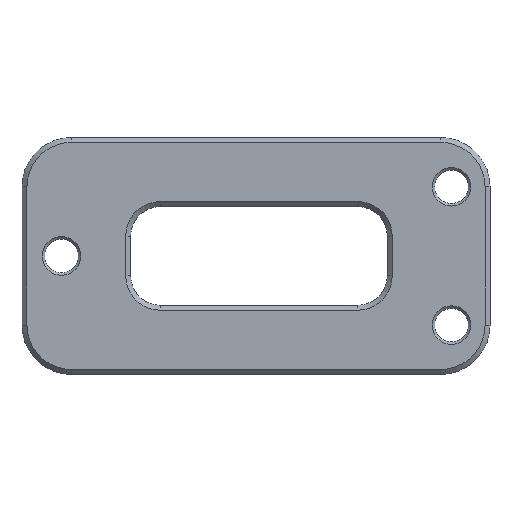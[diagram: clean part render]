
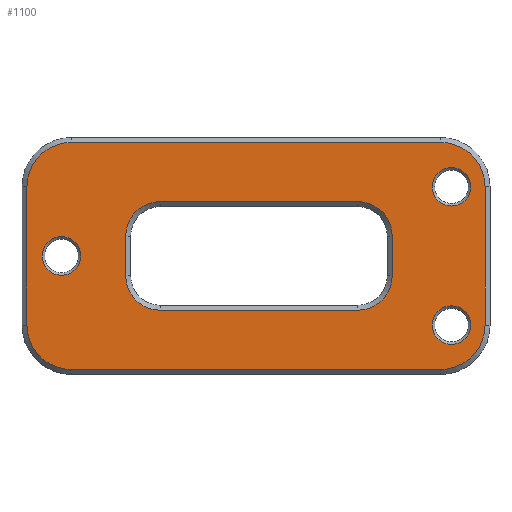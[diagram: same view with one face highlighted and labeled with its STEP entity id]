
A CAD part, top view. The second image highlights one B-rep face of the part: STEP entity #1100.
In plain terms, the highlighted planar face has unit normal (0, 0, 1).
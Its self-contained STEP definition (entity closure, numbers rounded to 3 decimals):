
#34=FACE_BOUND('',#151,.T.);
#35=FACE_BOUND('',#152,.T.);
#36=FACE_BOUND('',#153,.T.);
#37=FACE_BOUND('',#154,.T.);
#40=PLANE('',#1206);
#78=FACE_OUTER_BOUND('',#150,.T.);
#150=EDGE_LOOP('',(#801,#802,#803,#804,#805,#806,#807,#808));
#151=EDGE_LOOP('',(#809));
#152=EDGE_LOOP('',(#810,#811,#812,#813,#814,#815,#816,#817));
#153=EDGE_LOOP('',(#818));
#154=EDGE_LOOP('',(#819));
#230=LINE('',#1742,#335);
#231=LINE('',#1746,#336);
#232=LINE('',#1750,#337);
#233=LINE('',#1754,#338);
#234=LINE('',#1760,#339);
#235=LINE('',#1764,#340);
#236=LINE('',#1768,#341);
#237=LINE('',#1772,#342);
#335=VECTOR('',#1383,10.);
#336=VECTOR('',#1386,10.);
#337=VECTOR('',#1389,10.);
#338=VECTOR('',#1392,10.);
#339=VECTOR('',#1397,10.);
#340=VECTOR('',#1400,10.);
#341=VECTOR('',#1403,10.);
#342=VECTOR('',#1406,10.);
#448=CIRCLE('',#1205,1.95);
#449=CIRCLE('',#1207,4.5);
#450=CIRCLE('',#1208,4.5);
#451=CIRCLE('',#1209,4.5);
#452=CIRCLE('',#1210,4.5);
#453=CIRCLE('',#1211,1.95);
#454=CIRCLE('',#1212,3.5);
#455=CIRCLE('',#1213,3.5);
#456=CIRCLE('',#1214,3.5);
#457=CIRCLE('',#1215,3.5);
#458=CIRCLE('',#1216,1.95);
#514=VERTEX_POINT('',#1736);
#515=VERTEX_POINT('',#1740);
#516=VERTEX_POINT('',#1741);
#517=VERTEX_POINT('',#1743);
#518=VERTEX_POINT('',#1745);
#519=VERTEX_POINT('',#1747);
#520=VERTEX_POINT('',#1749);
#521=VERTEX_POINT('',#1751);
#522=VERTEX_POINT('',#1753);
#523=VERTEX_POINT('',#1756);
#524=VERTEX_POINT('',#1758);
#525=VERTEX_POINT('',#1759);
#526=VERTEX_POINT('',#1761);
#527=VERTEX_POINT('',#1763);
#528=VERTEX_POINT('',#1765);
#529=VERTEX_POINT('',#1767);
#530=VERTEX_POINT('',#1769);
#531=VERTEX_POINT('',#1771);
#532=VERTEX_POINT('',#1774);
#618=EDGE_CURVE('',#514,#514,#448,.T.);
#620=EDGE_CURVE('',#515,#516,#230,.T.);
#621=EDGE_CURVE('',#517,#515,#449,.T.);
#622=EDGE_CURVE('',#518,#517,#231,.T.);
#623=EDGE_CURVE('',#519,#518,#450,.T.);
#624=EDGE_CURVE('',#520,#519,#232,.T.);
#625=EDGE_CURVE('',#521,#520,#451,.T.);
#626=EDGE_CURVE('',#522,#521,#233,.T.);
#627=EDGE_CURVE('',#516,#522,#452,.T.);
#628=EDGE_CURVE('',#523,#523,#453,.T.);
#629=EDGE_CURVE('',#524,#525,#234,.T.);
#630=EDGE_CURVE('',#526,#524,#454,.T.);
#631=EDGE_CURVE('',#527,#526,#235,.T.);
#632=EDGE_CURVE('',#528,#527,#455,.T.);
#633=EDGE_CURVE('',#529,#528,#236,.T.);
#634=EDGE_CURVE('',#530,#529,#456,.T.);
#635=EDGE_CURVE('',#531,#530,#237,.T.);
#636=EDGE_CURVE('',#525,#531,#457,.T.);
#637=EDGE_CURVE('',#532,#532,#458,.T.);
#801=ORIENTED_EDGE('',*,*,#620,.F.);
#802=ORIENTED_EDGE('',*,*,#621,.F.);
#803=ORIENTED_EDGE('',*,*,#622,.F.);
#804=ORIENTED_EDGE('',*,*,#623,.F.);
#805=ORIENTED_EDGE('',*,*,#624,.F.);
#806=ORIENTED_EDGE('',*,*,#625,.F.);
#807=ORIENTED_EDGE('',*,*,#626,.F.);
#808=ORIENTED_EDGE('',*,*,#627,.F.);
#809=ORIENTED_EDGE('',*,*,#628,.F.);
#810=ORIENTED_EDGE('',*,*,#629,.F.);
#811=ORIENTED_EDGE('',*,*,#630,.F.);
#812=ORIENTED_EDGE('',*,*,#631,.F.);
#813=ORIENTED_EDGE('',*,*,#632,.F.);
#814=ORIENTED_EDGE('',*,*,#633,.F.);
#815=ORIENTED_EDGE('',*,*,#634,.F.);
#816=ORIENTED_EDGE('',*,*,#635,.F.);
#817=ORIENTED_EDGE('',*,*,#636,.F.);
#818=ORIENTED_EDGE('',*,*,#637,.F.);
#819=ORIENTED_EDGE('',*,*,#618,.F.);
#1100=ADVANCED_FACE('',(#78,#34,#35,#36,#37),#40,.T.);
#1205=AXIS2_PLACEMENT_3D('',#1737,#1378,#1379);
#1206=AXIS2_PLACEMENT_3D('',#1739,#1381,#1382);
#1207=AXIS2_PLACEMENT_3D('',#1744,#1384,#1385);
#1208=AXIS2_PLACEMENT_3D('',#1748,#1387,#1388);
#1209=AXIS2_PLACEMENT_3D('',#1752,#1390,#1391);
#1210=AXIS2_PLACEMENT_3D('',#1755,#1393,#1394);
#1211=AXIS2_PLACEMENT_3D('',#1757,#1395,#1396);
#1212=AXIS2_PLACEMENT_3D('',#1762,#1398,#1399);
#1213=AXIS2_PLACEMENT_3D('',#1766,#1401,#1402);
#1214=AXIS2_PLACEMENT_3D('',#1770,#1404,#1405);
#1215=AXIS2_PLACEMENT_3D('',#1773,#1407,#1408);
#1216=AXIS2_PLACEMENT_3D('',#1775,#1409,#1410);
#1378=DIRECTION('center_axis',(0.,0.,
1.));
#1379=DIRECTION('ref_axis',(-1.,0.,0.));
#1381=DIRECTION('center_axis',(0.,0.,
1.));
#1382=DIRECTION('ref_axis',(-1.,0.,0.));
#1383=DIRECTION('',(1.,0.,0.));
#1384=DIRECTION('center_axis',(0.,0.,
-1.));
#1385=DIRECTION('ref_axis',(-0.707,0.707,0.));
#1386=DIRECTION('',(0.,1.,0.));
#1387=DIRECTION('center_axis',(0.,0.,
-1.));
#1388=DIRECTION('ref_axis',(-0.707,-0.707,0.));
#1389=DIRECTION('',(-1.,0.,0.));
#1390=DIRECTION('center_axis',(0.,0.,
-1.));
#1391=DIRECTION('ref_axis',(0.707,-0.707,0.));
#1392=DIRECTION('',(0.,-1.,0.));
#1393=DIRECTION('center_axis',(0.,0.,
-1.));
#1394=DIRECTION('ref_axis',(0.707,0.707,0.));
#1395=DIRECTION('center_axis',(0.,0.,
1.));
#1396=DIRECTION('ref_axis',(-1.,0.,0.));
#1397=DIRECTION('',(-1.,0.,0.));
#1398=DIRECTION('center_axis',(0.,0.,
1.));
#1399=DIRECTION('ref_axis',(0.,1.,0.));
#1400=DIRECTION('',(0.,1.,0.));
#1401=DIRECTION('center_axis',(0.,0.,
1.));
#1402=DIRECTION('ref_axis',(1.,0.,0.));
#1403=DIRECTION('',(1.,0.,0.));
#1404=DIRECTION('center_axis',(0.,0.,
1.));
#1405=DIRECTION('ref_axis',(0.,-1.,0.));
#1406=DIRECTION('',(0.,-1.,0.));
#1407=DIRECTION('center_axis',(0.,0.,
1.));
#1408=DIRECTION('ref_axis',(-1.,0.,0.));
#1409=DIRECTION('center_axis',(0.,0.,
1.));
#1410=DIRECTION('ref_axis',(-1.,0.,0.));
#1736=CARTESIAN_POINT('',(429.45,8.269,19.6));
#1737=CARTESIAN_POINT('Origin',(427.5,8.269,19.6));
#1739=CARTESIAN_POINT('Origin',(207.2,12.539,19.6));
#1740=CARTESIAN_POINT('',(389.,12.769,19.6));
#1741=CARTESIAN_POINT('',(426.4,12.769,19.6));
#1742=CARTESIAN_POINT('',(318.05,12.769,19.6));
#1743=CARTESIAN_POINT('',(384.5,8.269,19.6));
#1744=CARTESIAN_POINT('Origin',(389.,8.269,19.6));
#1745=CARTESIAN_POINT('',(384.5,-5.731,19.6));
#1746=CARTESIAN_POINT('',(384.5,11.654,19.6));
#1747=CARTESIAN_POINT('',(389.,-10.231,19.6));
#1748=CARTESIAN_POINT('Origin',(389.,-5.731,19.6));
#1749=CARTESIAN_POINT('',(426.4,-10.231,19.6));
#1750=CARTESIAN_POINT('',(296.85,-10.231,19.6));
#1751=CARTESIAN_POINT('',(430.9,-5.731,19.6));
#1752=CARTESIAN_POINT('Origin',(426.4,-5.731,19.6));
#1753=CARTESIAN_POINT('',(430.9,8.269,19.6));
#1754=CARTESIAN_POINT('',(430.9,2.154,19.6));
#1755=CARTESIAN_POINT('Origin',(426.4,8.269,19.6));
#1756=CARTESIAN_POINT('',(429.45,-5.731,19.6));
#1757=CARTESIAN_POINT('Origin',(427.5,-5.731,19.6));
#1758=CARTESIAN_POINT('',(418.,6.769,19.6));
#1759=CARTESIAN_POINT('',(398.,6.769,19.6));
#1760=CARTESIAN_POINT('',(302.6,6.769,19.6));
#1761=CARTESIAN_POINT('',(421.5,3.269,19.6));
#1762=CARTESIAN_POINT('Origin',(418.,3.269,19.6));
#1763=CARTESIAN_POINT('',(421.5,-0.731,19.6));
#1764=CARTESIAN_POINT('',(421.5,7.904,19.6));
#1765=CARTESIAN_POINT('',(418.,-4.231,19.6));
#1766=CARTESIAN_POINT('Origin',(418.,-0.731,19.6));
#1767=CARTESIAN_POINT('',(398.,-4.231,19.6));
#1768=CARTESIAN_POINT('',(312.6,-4.231,19.6));
#1769=CARTESIAN_POINT('',(394.5,-0.731,19.6));
#1770=CARTESIAN_POINT('Origin',(398.,-0.731,19.6));
#1771=CARTESIAN_POINT('',(394.5,3.269,19.6));
#1772=CARTESIAN_POINT('',(394.5,5.904,19.6));
#1773=CARTESIAN_POINT('Origin',(398.,3.269,19.6));
#1774=CARTESIAN_POINT('',(389.95,1.269,19.6));
#1775=CARTESIAN_POINT('Origin',(388.,1.269,19.6));
